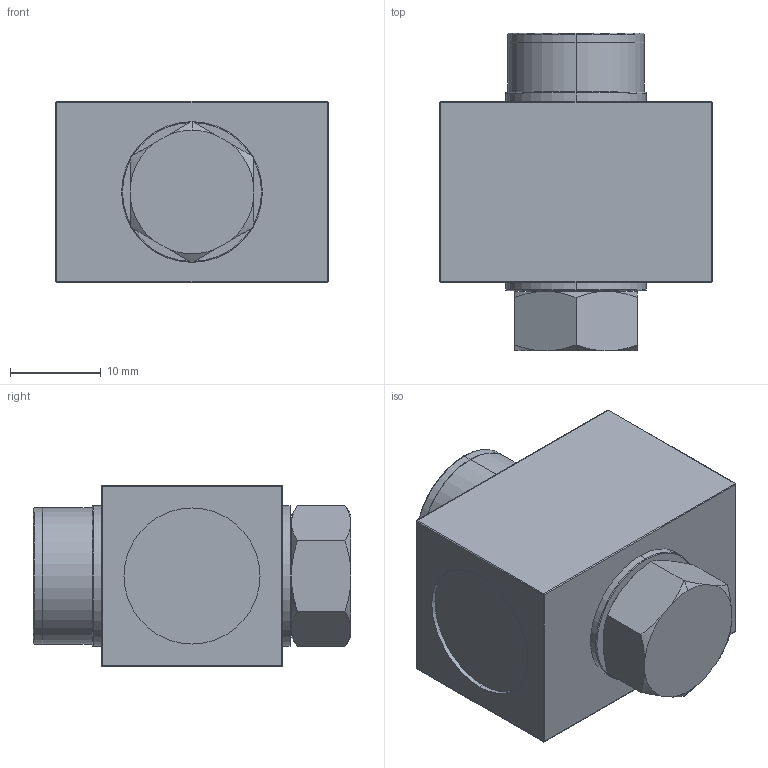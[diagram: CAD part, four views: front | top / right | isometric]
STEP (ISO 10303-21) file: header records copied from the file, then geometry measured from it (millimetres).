
FILE_DESCRIPTION (( 'STEP AP203' ), '1' );
FILE_NAME ('EX Mini T - MET 1052 STD.STEP', '2011-11-04T13:28:51', ( '' ), ( '' ), 'SwSTEP 2.0', 'SolidWorks 2011', '' );
FILE_SCHEMA (( 'CONFIG_CONTROL_DESIGN' ));
Length unit declared in the file: millimetre
Products named in the file (1): EX Mini T - MET 1052 STD
Bounding box: 30 x 35 x 20 mm (x, y, z)
Volume: 14357.8 mm3; surface area: 4113.7 mm2
Topology: 1 solids, 1 shells, 92 faces, 204 edges, 118 vertices
Faces by surface type: cylinder 34, plane 24, cone 14, torus 12, sphere 8
Entity records: 2615 total; most frequent: CARTESIAN_POINT 511, DIRECTION 464, ORIENTED_EDGE 392, AXIS2_PLACEMENT_3D 199, EDGE_CURVE 196, VERTEX_POINT 118, CIRCLE 106, EDGE_LOOP 104
